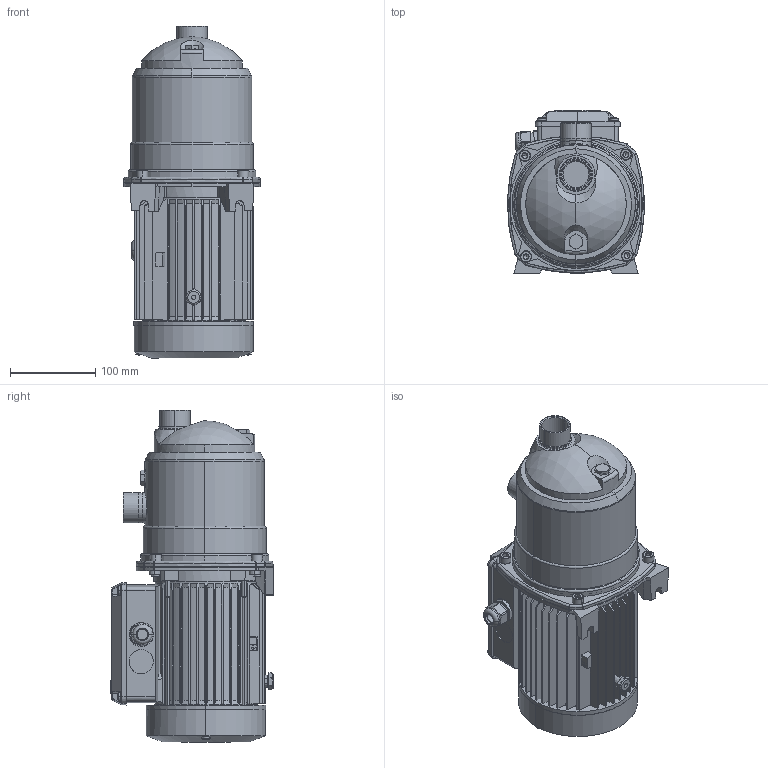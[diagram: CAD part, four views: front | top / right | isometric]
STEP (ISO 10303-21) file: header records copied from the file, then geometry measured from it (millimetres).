
FILE_DESCRIPTION (( 'STEP AP214' ), '1' );
FILE_NAME ('4_93_574_02_REV00.step', '2022-07-28T12:50:43', ( '' ), ( '' ), 'SwSTEP 2.0', 'SolidWorks 2020', '' );
FILE_SCHEMA (( 'AUTOMOTIVE_DESIGN' ));
Length unit declared in the file: millimetre
Products named in the file (2): Copia di 4_93_574_02_REV00^4_93_574_02_REV00; 4_93_574_02_REV00
Assembly tree (1 placements, depth 2):
  4_93_574_02_REV00
    Copia di 4_93_574_02_REV00^4_93_574_02_REV00
Bounding box: 161 x 191.72 x 390.5 mm (x, y, z)
Volume: 5930672.6 mm3; surface area: 453995.3 mm2
Topology: 12 solids, 12 shells, 2421 faces, 6674 edges, 4364 vertices
Faces by surface type: bspline 1135, plane 705, cylinder 307, cone 232, torus 26, sphere 16
Entity records: 85199 total; most frequent: CARTESIAN_POINT 29572, ORIENTED_EDGE 13300, DIRECTION 8423, EDGE_CURVE 6650, VERTEX_POINT 4364, LINE 3941, VECTOR 3941, EDGE_LOOP 2552
